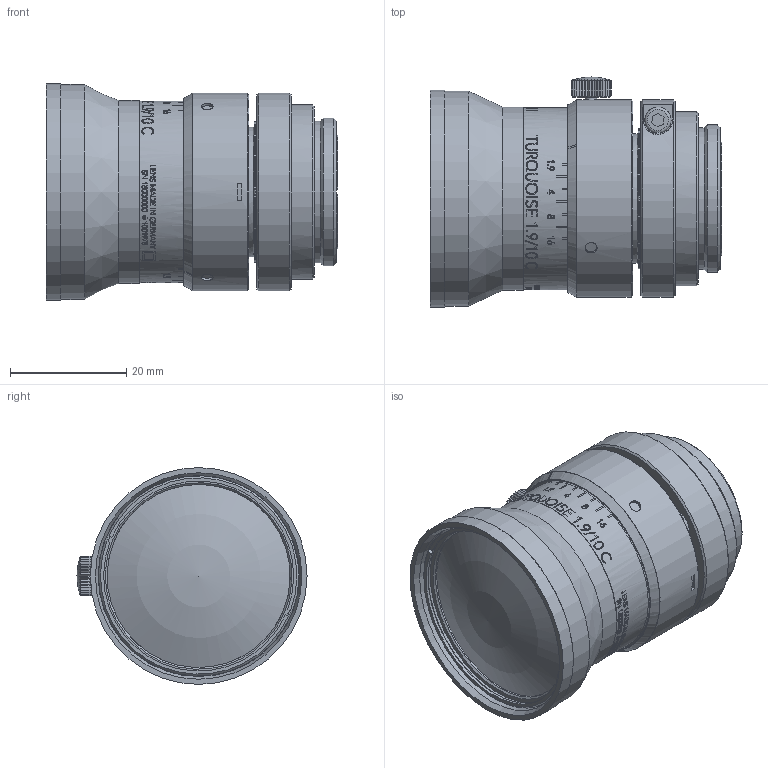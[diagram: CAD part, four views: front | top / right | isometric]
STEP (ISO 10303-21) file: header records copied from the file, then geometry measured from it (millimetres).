
FILE_DESCRIPTION(/* description */ (''),/* implementation_level */ '2;1');
FILE_NAME(/* name */ '1001978_00165292_001.stp',/* time_stamp */ '2021-10-08T07:50:17+02:00',/* author */ (''),/* organization */ (''),/* preprocessor_version */ 'ST-DEVELOPER v16',/* originating_system */ 'SIEMENS PLM Software NX 10.0',/* authorisation */ '');
FILE_SCHEMA (('AP203_CONFIGURATION_CONTROLLED_3D_DESIGN_OF_MECHANICAL_PARTS_AND_ASSEMBLIES_MIM_LF { 1 0 10303 403 2 1 2}'));
Length unit declared in the file: millimetre
Products named in the file (1): Froe2B841541n855
Bounding box: 50.2 x 39.59 x 37.3 mm (x, y, z)
Volume: 38944.7 mm3; surface area: 12902 mm2
Topology: 1 solids, 8 shells, 576 faces, 1922 edges, 1476 vertices
Faces by surface type: plane 257, cylinder 249, cone 59, torus 8, sphere 3
Full cylindrical faces by diameter (mm): 1.1 x1, 1.7 x3, 1.9 x3, 2 x1, 2.05 x3, 2.5 x1, 2.7 x3, 11 x1, 14 x1, 14.5 x1, 14.8 x1, 15.6 x1, 19.5 x1, 20 x1, 22.3 x1, 22.5 x1, 23 x1, 23.86 x1, 24.4 x1, 24.6 x2, 25.4 x1, 27.896 x1, 30 x1, 31.3 x2, 31.5 x2, 32 x1, 33.5 x1, 34 x1, 34.6 x1, 37 x1
Entity records: 23934 total; most frequent: CARTESIAN_POINT 8334, ORIENTED_EDGE 3605, DIRECTION 2522, EDGE_CURVE 1822, VERTEX_POINT 1453, AXIS2_PLACEMENT_3D 1010, B_SPLINE_CURVE_WITH_KNOTS 849, EDGE_LOOP 816
